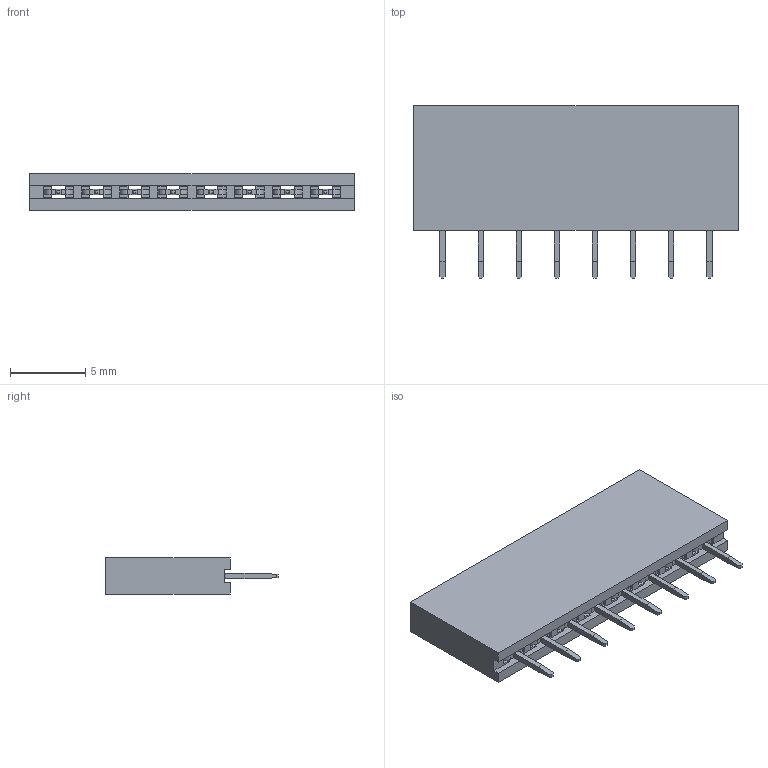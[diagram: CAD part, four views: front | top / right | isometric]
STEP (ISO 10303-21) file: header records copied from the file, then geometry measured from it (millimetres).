
FILE_DESCRIPTION (( 'STEP AP214' ), '1' );
FILE_NAME ('2_54_x_8_pitch_connector_.STEP', '2021-06-17T20:12:46', ( 'RUNB-AGOL' ), ( '' ), 'SwSTEP 2.0', 'SolidWorks 2020', '' );
FILE_SCHEMA (( 'AUTOMOTIVE_DESIGN' ));
Length unit declared in the file: millimetre
Products named in the file (3): Pitch_x_8; Plastic_x_8; 2_54_x_8_pitch_connector_
Assembly tree (2 placements, depth 2):
  2_54_x_8_pitch_connector_
    Pitch_x_8
    Plastic_x_8
Bounding box: 21.6 x 11.5 x 2.4 mm (x, y, z)
Volume: 340.9 mm3; surface area: 1053.2 mm2
Topology: 9 solids, 9 shells, 338 faces, 952 edges, 624 vertices
Faces by surface type: plane 274, cylinder 64
Entity records: 10973 total; most frequent: CARTESIAN_POINT 1919, ORIENTED_EDGE 1904, DIRECTION 1766, EDGE_CURVE 952, VECTOR 824, LINE 824, VERTEX_POINT 624, AXIS2_PLACEMENT_3D 471
